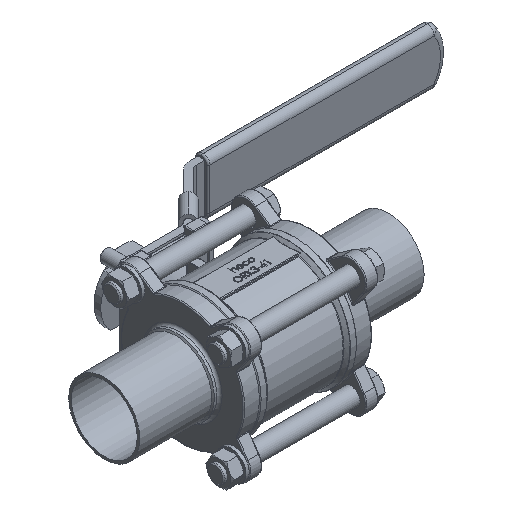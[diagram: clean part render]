
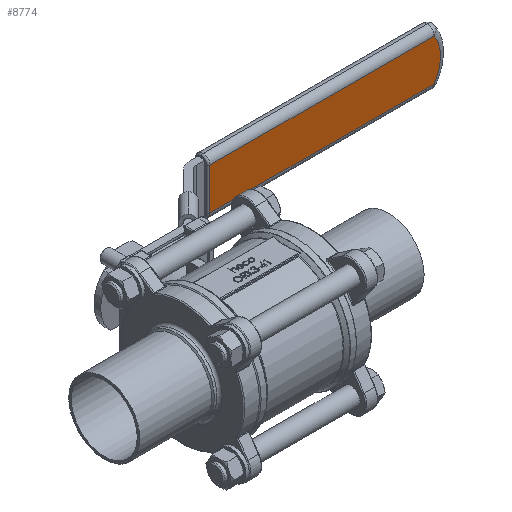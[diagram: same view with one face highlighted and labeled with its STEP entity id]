
A CAD part, isometric view. The second image highlights one B-rep face of the part: STEP entity #8774.
In plain terms, the highlighted planar face has unit normal (0, -1, 0).
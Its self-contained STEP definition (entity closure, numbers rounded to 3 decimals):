
#45 = ORIENTED_EDGE ( 'NONE', *, *, #17642, .T. ) ;
#117 = ORIENTED_EDGE ( 'NONE', *, *, #15723, .T. ) ;
#1535 = LINE ( 'NONE', #20388, #1536 ) ;
#1536 = VECTOR ( 'NONE', #20387, 1000. ) ;
#2659 = PLANE ( 'NONE',  #5585 ) ;
#2866 = DIRECTION ( 'NONE',  ( -1., 0., 0. ) ) ;
#3065 = DIRECTION ( 'NONE',  ( 0., 1., 0. ) ) ;
#3067 = CARTESIAN_POINT ( 'NONE',  ( 200., 84., 16. ) ) ;
#5585 = AXIS2_PLACEMENT_3D ( 'NONE', #3067, #3065, #2866 ) ;
#6337 = FACE_OUTER_BOUND ( 'NONE', #23788, .T. ) ;
#8774 = ADVANCED_FACE ( 'NONE', ( #6337 ), #2659, .F. ) ;
#14960 = EDGE_CURVE ( 'NONE', #16827, #16224, #32644, .T. ) ;
#15723 = EDGE_CURVE ( 'NONE', #16224, #16882, #30689, .T. ) ;
#16204 = VERTEX_POINT ( 'NONE', #44001 ) ;
#16224 = VERTEX_POINT ( 'NONE', #44035 ) ;
#16827 = VERTEX_POINT ( 'NONE', #42356 ) ;
#16882 = VERTEX_POINT ( 'NONE', #41804 ) ;
#17642 = EDGE_CURVE ( 'NONE', #16204, #16827, #1535, .T. ) ;
#18763 = CARTESIAN_POINT ( 'NONE',  ( 62.971, 84., 16. ) ) ;
#18767 = DIRECTION ( 'NONE',  ( 0., 0., -1. ) ) ;
#20387 = DIRECTION ( 'NONE',  ( 1., 0., 0. ) ) ;
#20388 = CARTESIAN_POINT ( 'NONE',  ( 200., 84., -12. ) ) ;
#23788 = EDGE_LOOP ( 'NONE', ( #117, #32961, #45, #32852 ) ) ;
#25155 = EDGE_CURVE ( 'NONE', #16882, #16204, #38214, .T. ) ;
#30689 = LINE ( 'NONE', #43652, #30861 ) ;
#30861 = VECTOR ( 'NONE', #44780, 1000. ) ;
#32644 = CIRCLE ( 'NONE', #50331, 21. ) ;
#32852 = ORIENTED_EDGE ( 'NONE', *, *, #14960, .T. ) ;
#32961 = ORIENTED_EDGE ( 'NONE', *, *, #25155, .T. ) ;
#34567 = DIRECTION ( 'NONE',  ( 0., -1., 0. ) ) ;
#34795 = DIRECTION ( 'NONE',  ( -1., 0., 0. ) ) ;
#35923 = CARTESIAN_POINT ( 'NONE',  ( 175., 84., 0. ) ) ;
#38214 = LINE ( 'NONE', #18763, #38718 ) ;
#38718 = VECTOR ( 'NONE', #18767, 1000. ) ;
#41804 = CARTESIAN_POINT ( 'NONE',  ( 62.971, 84., 12. ) ) ;
#42356 = CARTESIAN_POINT ( 'NONE',  ( 192.234, 84., -12. ) ) ;
#43652 = CARTESIAN_POINT ( 'NONE',  ( 61.971, 84., 12. ) ) ;
#44001 = CARTESIAN_POINT ( 'NONE',  ( 62.971, 84., -12. ) ) ;
#44035 = CARTESIAN_POINT ( 'NONE',  ( 192.234, 84., 12. ) ) ;
#44780 = DIRECTION ( 'NONE',  ( -1., 0., 0. ) ) ;
#50331 = AXIS2_PLACEMENT_3D ( 'NONE', #35923, #34567, #34795 ) ;
